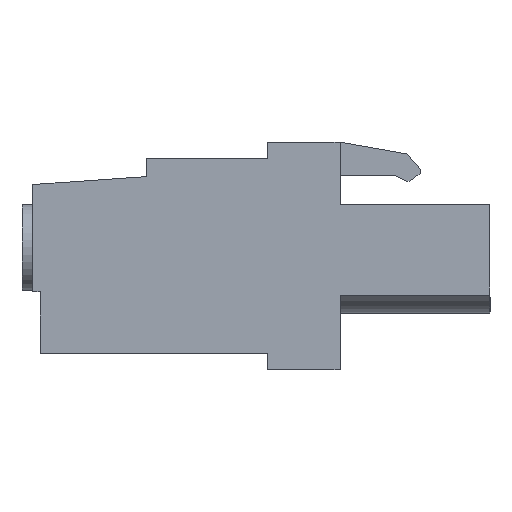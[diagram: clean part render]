
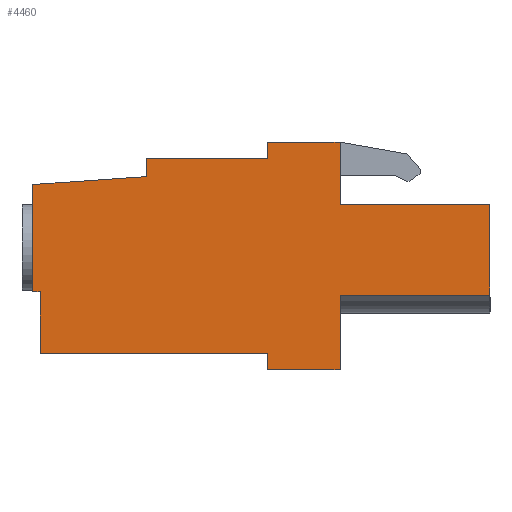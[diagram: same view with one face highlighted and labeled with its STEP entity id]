
A CAD part, left-side view. The second image highlights one B-rep face of the part: STEP entity #4460.
In plain terms, the highlighted planar face has unit normal (-1, 0, 0).
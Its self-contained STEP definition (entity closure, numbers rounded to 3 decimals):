
#54 = ORIENTED_EDGE ( 'NONE', *, *, #11649, .F. ) ;
#67 = CARTESIAN_POINT ( 'NONE',  ( 0., 17., 1.115 ) ) ;
#272 = CARTESIAN_POINT ( 'NONE',  ( 0., -8.3, 0. ) ) ;
#288 = LINE ( 'NONE', #11222, #11643 ) ;
#379 = CARTESIAN_POINT ( 'NONE',  ( 0., 4., -9.14 ) ) ;
#438 = LINE ( 'NONE', #9493, #3216 ) ;
#774 = VECTOR ( 'NONE', #3559, 1000. ) ;
#885 = DIRECTION ( 'NONE',  ( 0., 0., -1. ) ) ;
#1110 = EDGE_CURVE ( 'NONE', #7508, #10666, #438, .T. ) ;
#1291 = ORIENTED_EDGE ( 'NONE', *, *, #11073, .F. ) ;
#1406 = ORIENTED_EDGE ( 'NONE', *, *, #3127, .F. ) ;
#1448 = VECTOR ( 'NONE', #5798, 1000. ) ;
#1621 = LINE ( 'NONE', #12456, #11983 ) ;
#1839 = DIRECTION ( 'NONE',  ( 0., 0., 1. ) ) ;
#1911 = CARTESIAN_POINT ( 'NONE',  ( 0., 4., 2.555 ) ) ;
#1983 = EDGE_CURVE ( 'NONE', #9552, #5852, #1621, .T. ) ;
#2074 = CARTESIAN_POINT ( 'NONE',  ( 0., 16.6, -8.235 ) ) ;
#2224 = EDGE_CURVE ( 'NONE', #10666, #9552, #11817, .T. ) ;
#2231 = DIRECTION ( 'NONE',  ( 0., -1., 0. ) ) ;
#2369 = CARTESIAN_POINT ( 'NONE',  ( 0., 0., -9.14 ) ) ;
#2662 = EDGE_CURVE ( 'NONE', #3486, #13284, #3570, .T. ) ;
#2900 = CARTESIAN_POINT ( 'NONE',  ( 0., 10.7, 2.555 ) ) ;
#2926 = EDGE_CURVE ( 'NONE', #4401, #5510, #288, .T. ) ;
#2954 = EDGE_CURVE ( 'NONE', #5510, #3486, #11317, .T. ) ;
#3127 = EDGE_CURVE ( 'NONE', #13284, #3348, #9689, .T. ) ;
#3216 = VECTOR ( 'NONE', #9439, 1000. ) ;
#3240 = CARTESIAN_POINT ( 'NONE',  ( 0., 10.7, 2.555 ) ) ;
#3320 = ORIENTED_EDGE ( 'NONE', *, *, #9452, .F. ) ;
#3348 = VERTEX_POINT ( 'NONE', #11883 ) ;
#3358 = VECTOR ( 'NONE', #11402, 1000. ) ;
#3486 = VERTEX_POINT ( 'NONE', #2369 ) ;
#3505 = AXIS2_PLACEMENT_3D ( 'NONE', #5708, #12942, #6729 ) ;
#3559 = DIRECTION ( 'NONE',  ( 0., 1., 0. ) ) ;
#3570 = LINE ( 'NONE', #379, #774 ) ;
#3809 = EDGE_CURVE ( 'NONE', #8508, #3846, #11611, .T. ) ;
#3846 = VERTEX_POINT ( 'NONE', #11229 ) ;
#4151 = VECTOR ( 'NONE', #2231, 1000. ) ;
#4294 = CARTESIAN_POINT ( 'NONE',  ( 0., 0., -5. ) ) ;
#4401 = VERTEX_POINT ( 'NONE', #4536 ) ;
#4441 = VECTOR ( 'NONE', #6169, 1000. ) ;
#4460 = ADVANCED_FACE ( 'NONE', ( #8337 ), #11886, .F. ) ;
#4536 = CARTESIAN_POINT ( 'NONE',  ( 0., -8.3, -5. ) ) ;
#4787 = LINE ( 'NONE', #11516, #4151 ) ;
#4828 = VERTEX_POINT ( 'NONE', #12154 ) ;
#4930 = LINE ( 'NONE', #9739, #9792 ) ;
#5510 = VERTEX_POINT ( 'NONE', #4294 ) ;
#5708 = CARTESIAN_POINT ( 'NONE',  ( 0., 0., 0. ) ) ;
#5798 = DIRECTION ( 'NONE',  ( 0., 0., 1. ) ) ;
#5852 = VERTEX_POINT ( 'NONE', #10062 ) ;
#5901 = VERTEX_POINT ( 'NONE', #13265 ) ;
#6120 = ORIENTED_EDGE ( 'NONE', *, *, #2224, .F. ) ;
#6122 = CARTESIAN_POINT ( 'NONE',  ( 0., 16.6, -4.815 ) ) ;
#6169 = DIRECTION ( 'NONE',  ( 0., 0., 1. ) ) ;
#6282 = VECTOR ( 'NONE', #10503, 1000. ) ;
#6449 = CARTESIAN_POINT ( 'NONE',  ( 0., 4., 3.46 ) ) ;
#6729 = DIRECTION ( 'NONE',  ( 0., 0., -1. ) ) ;
#6838 = DIRECTION ( 'NONE',  ( 0., 0., -1. ) ) ;
#7018 = LINE ( 'NONE', #8881, #12182 ) ;
#7177 = LINE ( 'NONE', #6122, #4441 ) ;
#7386 = ORIENTED_EDGE ( 'NONE', *, *, #1110, .F. ) ;
#7387 = CARTESIAN_POINT ( 'NONE',  ( 0., 4., -9.14 ) ) ;
#7508 = VERTEX_POINT ( 'NONE', #9883 ) ;
#7524 = EDGE_CURVE ( 'NONE', #12381, #4401, #12903, .T. ) ;
#7654 = DIRECTION ( 'NONE',  ( 0., -1., 0. ) ) ;
#7833 = DIRECTION ( 'NONE',  ( 0., 0., 1. ) ) ;
#8145 = CARTESIAN_POINT ( 'NONE',  ( 0., 0., -9.14 ) ) ;
#8267 = ORIENTED_EDGE ( 'NONE', *, *, #9252, .F. ) ;
#8337 = FACE_OUTER_BOUND ( 'NONE', #11035, .T. ) ;
#8508 = VERTEX_POINT ( 'NONE', #6449 ) ;
#8833 = LINE ( 'NONE', #2074, #3358 ) ;
#8881 = CARTESIAN_POINT ( 'NONE',  ( 0., 4., 3.46 ) ) ;
#8985 = ORIENTED_EDGE ( 'NONE', *, *, #2662, .F. ) ;
#9252 = EDGE_CURVE ( 'NONE', #9397, #8508, #7018, .T. ) ;
#9260 = LINE ( 'NONE', #2900, #12672 ) ;
#9397 = VERTEX_POINT ( 'NONE', #1911 ) ;
#9439 = DIRECTION ( 'NONE',  ( 0., 1., 0. ) ) ;
#9448 = CARTESIAN_POINT ( 'NONE',  ( 0., 4., -8.235 ) ) ;
#9452 = EDGE_CURVE ( 'NONE', #4828, #7508, #7177, .T. ) ;
#9493 = CARTESIAN_POINT ( 'NONE',  ( 0., 17., -4.815 ) ) ;
#9552 = VERTEX_POINT ( 'NONE', #12496 ) ;
#9558 = VERTEX_POINT ( 'NONE', #3240 ) ;
#9601 = ORIENTED_EDGE ( 'NONE', *, *, #2954, .F. ) ;
#9645 = CARTESIAN_POINT ( 'NONE',  ( 0., 17., -4.815 ) ) ;
#9689 = LINE ( 'NONE', #9448, #6282 ) ;
#9739 = CARTESIAN_POINT ( 'NONE',  ( 0., 4., 2.555 ) ) ;
#9789 = ORIENTED_EDGE ( 'NONE', *, *, #2926, .F. ) ;
#9792 = VECTOR ( 'NONE', #7654, 1000. ) ;
#9822 = LINE ( 'NONE', #12434, #12568 ) ;
#9883 = CARTESIAN_POINT ( 'NONE',  ( 0., 16.6, -4.815 ) ) ;
#9943 = EDGE_CURVE ( 'NONE', #5852, #9558, #9260, .T. ) ;
#10062 = CARTESIAN_POINT ( 'NONE',  ( 0., 10.7, 1.555 ) ) ;
#10355 = DIRECTION ( 'NONE',  ( 0., 0., -1. ) ) ;
#10478 = ORIENTED_EDGE ( 'NONE', *, *, #12486, .F. ) ;
#10503 = DIRECTION ( 'NONE',  ( 0., 0., 1. ) ) ;
#10666 = VERTEX_POINT ( 'NONE', #9645 ) ;
#10667 = VECTOR ( 'NONE', #885, 1000. ) ;
#10758 = ORIENTED_EDGE ( 'NONE', *, *, #3809, .F. ) ;
#10897 = ORIENTED_EDGE ( 'NONE', *, *, #12286, .F. ) ;
#11035 = EDGE_LOOP ( 'NONE', ( #10897, #54, #10758, #8267, #10478, #12825, #12573, #6120, #7386, #3320, #1291, #1406, #8985, #9601, #9789, #11744 ) ) ;
#11073 = EDGE_CURVE ( 'NONE', #3348, #4828, #8833, .T. ) ;
#11124 = VECTOR ( 'NONE', #6838, 1000. ) ;
#11222 = CARTESIAN_POINT ( 'NONE',  ( 0., 0., -5. ) ) ;
#11229 = CARTESIAN_POINT ( 'NONE',  ( 0., 0., 3.46 ) ) ;
#11291 = VECTOR ( 'NONE', #13167, 1000. ) ;
#11317 = LINE ( 'NONE', #8145, #10667 ) ;
#11402 = DIRECTION ( 'NONE',  ( 0., 1., 0. ) ) ;
#11516 = CARTESIAN_POINT ( 'NONE',  ( 0., -8.3, 0. ) ) ;
#11611 = LINE ( 'NONE', #12168, #11291 ) ;
#11643 = VECTOR ( 'NONE', #12203, 1000. ) ;
#11649 = EDGE_CURVE ( 'NONE', #3846, #5901, #9822, .T. ) ;
#11744 = ORIENTED_EDGE ( 'NONE', *, *, #7524, .F. ) ;
#11817 = LINE ( 'NONE', #67, #1448 ) ;
#11883 = CARTESIAN_POINT ( 'NONE',  ( 0., 4., -8.235 ) ) ;
#11886 = PLANE ( 'NONE',  #3505 ) ;
#11983 = VECTOR ( 'NONE', #12497, 1000. ) ;
#12154 = CARTESIAN_POINT ( 'NONE',  ( 0., 16.6, -8.235 ) ) ;
#12168 = CARTESIAN_POINT ( 'NONE',  ( 0., 0., 3.46 ) ) ;
#12182 = VECTOR ( 'NONE', #7833, 1000. ) ;
#12203 = DIRECTION ( 'NONE',  ( 0., 1., 0. ) ) ;
#12286 = EDGE_CURVE ( 'NONE', #5901, #12381, #4787, .T. ) ;
#12381 = VERTEX_POINT ( 'NONE', #272 ) ;
#12434 = CARTESIAN_POINT ( 'NONE',  ( 0., 0., 0. ) ) ;
#12456 = CARTESIAN_POINT ( 'NONE',  ( 0., 10.7, 1.555 ) ) ;
#12486 = EDGE_CURVE ( 'NONE', #9558, #9397, #4930, .T. ) ;
#12496 = CARTESIAN_POINT ( 'NONE',  ( 0., 17., 1.115 ) ) ;
#12497 = DIRECTION ( 'NONE',  ( 0., -0.998, 0.07 ) ) ;
#12568 = VECTOR ( 'NONE', #10355, 1000. ) ;
#12573 = ORIENTED_EDGE ( 'NONE', *, *, #1983, .F. ) ;
#12672 = VECTOR ( 'NONE', #1839, 1000. ) ;
#12825 = ORIENTED_EDGE ( 'NONE', *, *, #9943, .F. ) ;
#12903 = LINE ( 'NONE', #13031, #11124 ) ;
#12942 = DIRECTION ( 'NONE',  ( 1., 0., 0. ) ) ;
#13031 = CARTESIAN_POINT ( 'NONE',  ( 0., -8.3, -5. ) ) ;
#13167 = DIRECTION ( 'NONE',  ( 0., -1., 0. ) ) ;
#13265 = CARTESIAN_POINT ( 'NONE',  ( 0., 0., 0. ) ) ;
#13284 = VERTEX_POINT ( 'NONE', #7387 ) ;
